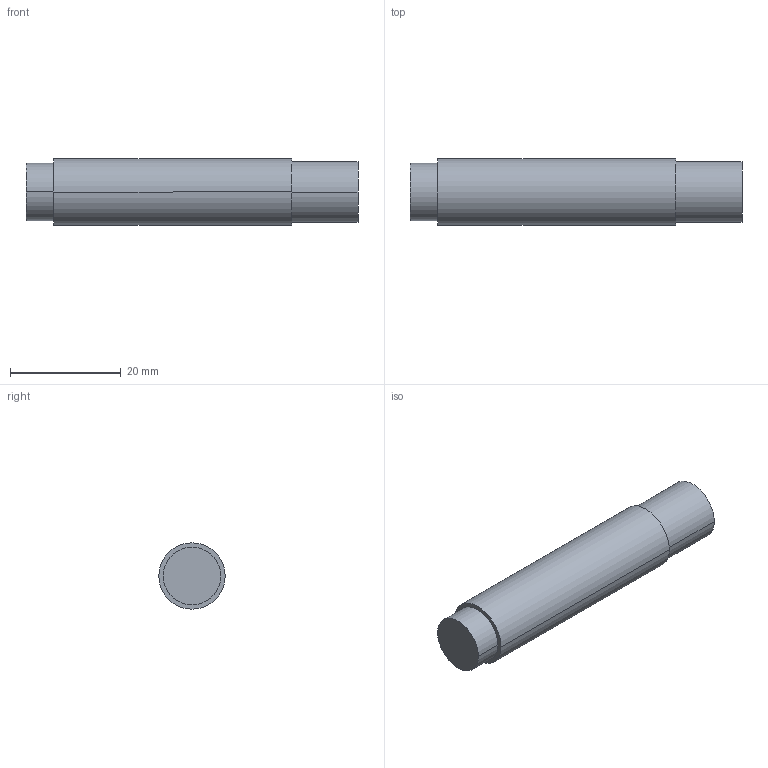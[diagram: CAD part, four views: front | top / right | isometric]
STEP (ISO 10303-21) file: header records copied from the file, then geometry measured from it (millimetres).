
FILE_DESCRIPTION((''),'2;1');
FILE_NAME('LJ12A3-4-Z_SENSOR','2023-02-15T17:17:45',('matteo.grassi'),(''),'CREO PARAMETRIC BY PTC INC, 2018020','CREO PARAMETRIC BY PTC INC, 2018020','');
FILE_SCHEMA(('AUTOMOTIVE_DESIGN { 1 0 10303 214 1 1 1 1 }'));
Length unit declared in the file: millimetre
Products named in the file (1): LJ12A3-4-Z_SENSOR
Bounding box: 60 x 12 x 12 mm (x, y, z)
Volume: 6428.3 mm3; surface area: 2425.3 mm2
Topology: 1 solids, 1 shells, 10 faces, 30 edges, 24 vertices
Faces by surface type: cylinder 6, plane 4
Entity records: 655 total; most frequent: COLOUR_RGB 107, DIRECTION 76, CARTESIAN_POINT 67, ORIENTED_EDGE 60, AXIS2_PLACEMENT_3D 35, PRESENTATION_STYLE_ASSIGNMENT 34, STYLED_ITEM 31, CURVE_STYLE 30
